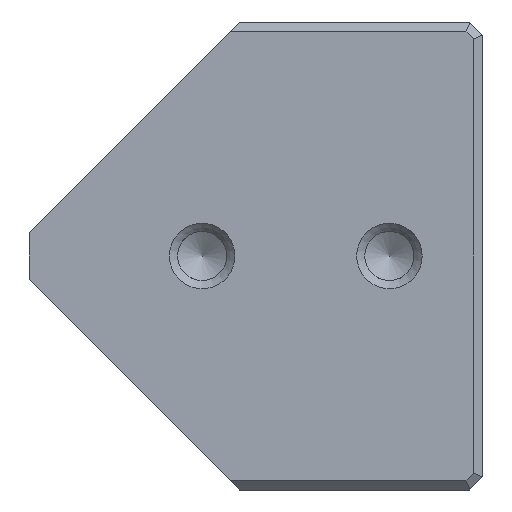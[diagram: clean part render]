
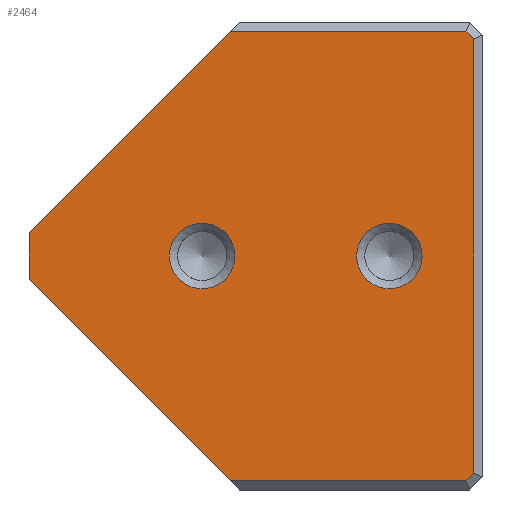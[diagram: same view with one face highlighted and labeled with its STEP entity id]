
A CAD part, left-side view. The second image highlights one B-rep face of the part: STEP entity #2464.
In plain terms, the highlighted planar face has unit normal (-1, 0, 0).
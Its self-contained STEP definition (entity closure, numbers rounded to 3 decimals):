
#2464=ADVANCED_FACE('',(#3377,#3378,#3379),#2845,.T.);
#2845=PLANE('',#8671);
#3086=CIRCLE('',#8669,3.5);
#3087=CIRCLE('',#8670,3.5);
#3377=FACE_BOUND('',#3594,.T.);
#3378=FACE_BOUND('',#3595,.T.);
#3379=FACE_BOUND('',#3596,.T.);
#3594=EDGE_LOOP('',(#4311));
#3595=EDGE_LOOP('',(#4312));
#3596=EDGE_LOOP('',(#4313,#4314,#4315,#4316,#4317,#4318,#4319,#4320));
#4311=ORIENTED_EDGE('',*,*,#6735,.T.);
#4312=ORIENTED_EDGE('',*,*,#6736,.T.);
#4313=ORIENTED_EDGE('',*,*,#6737,.T.);
#4314=ORIENTED_EDGE('',*,*,#6738,.T.);
#4315=ORIENTED_EDGE('',*,*,#6739,.T.);
#4316=ORIENTED_EDGE('',*,*,#6740,.F.);
#4317=ORIENTED_EDGE('',*,*,#6741,.T.);
#4318=ORIENTED_EDGE('',*,*,#6742,.T.);
#4319=ORIENTED_EDGE('',*,*,#6743,.T.);
#4320=ORIENTED_EDGE('',*,*,#6744,.T.);
#6107=VERTEX_POINT('',#11150);
#6108=VERTEX_POINT('',#11152);
#6109=VERTEX_POINT('',#11154);
#6110=VERTEX_POINT('',#11155);
#6111=VERTEX_POINT('',#11157);
#6112=VERTEX_POINT('',#11159);
#6113=VERTEX_POINT('',#11161);
#6114=VERTEX_POINT('',#11163);
#6115=VERTEX_POINT('',#11165);
#6116=VERTEX_POINT('',#11167);
#6735=EDGE_CURVE('',#6107,#6107,#3086,.T.);
#6736=EDGE_CURVE('',#6108,#6108,#3087,.T.);
#6737=EDGE_CURVE('',#6109,#6110,#7545,.T.);
#6738=EDGE_CURVE('',#6110,#6111,#7546,.T.);
#6739=EDGE_CURVE('',#6111,#6112,#7547,.T.);
#6740=EDGE_CURVE('',#6113,#6112,#7548,.T.);
#6741=EDGE_CURVE('',#6113,#6114,#7549,.T.);
#6742=EDGE_CURVE('',#6114,#6115,#7550,.T.);
#6743=EDGE_CURVE('',#6115,#6116,#7551,.T.);
#6744=EDGE_CURVE('',#6116,#6109,#7552,.T.);
#7545=LINE('',#11153,#8179);
#7546=LINE('',#11156,#8180);
#7547=LINE('',#11158,#8181);
#7548=LINE('',#11160,#8182);
#7549=LINE('',#11162,#8183);
#7550=LINE('',#11164,#8184);
#7551=LINE('',#11166,#8185);
#7552=LINE('',#11168,#8186);
#8179=VECTOR('',#9223,1.);
#8180=VECTOR('',#9224,1.);
#8181=VECTOR('',#9225,1.);
#8182=VECTOR('',#9226,1.);
#8183=VECTOR('',#9227,1.);
#8184=VECTOR('',#9228,1.);
#8185=VECTOR('',#9229,1.);
#8186=VECTOR('',#9230,1.);
#8669=AXIS2_PLACEMENT_3D('',#11149,#9219,#9220);
#8670=AXIS2_PLACEMENT_3D('',#11151,#9221,#9222);
#8671=AXIS2_PLACEMENT_3D('',#11169,#9231,#9232);
#9219=DIRECTION('',(1.,0.,0.));
#9220=DIRECTION('',(0.,0.,1.));
#9221=DIRECTION('',(1.,0.,0.));
#9222=DIRECTION('',(0.,0.,1.));
#9223=DIRECTION('',(0.,0.707,0.707));
#9224=DIRECTION('',(0.,1.,0.));
#9225=DIRECTION('',(0.,0.707,-0.707));
#9226=DIRECTION('',(0.,0.,1.));
#9227=DIRECTION('',(0.,-0.707,-0.707));
#9228=DIRECTION('',(0.,-1.,0.));
#9229=DIRECTION('',(0.,-0.707,0.707));
#9230=DIRECTION('',(0.,0.,1.));
#9231=DIRECTION('',(-1.,0.,0.));
#9232=DIRECTION('',(0.,0.,-1.));
#11149=CARTESIAN_POINT('',(0.,30.,25.));
#11150=CARTESIAN_POINT('',(0.,30.,28.5));
#11151=CARTESIAN_POINT('',(0.,10.,25.));
#11152=CARTESIAN_POINT('',(0.,10.,28.5));
#11153=CARTESIAN_POINT('',(0.,-11.468,35.718));
#11154=CARTESIAN_POINT('',(0.,1.,48.186));
#11155=CARTESIAN_POINT('',(0.,1.814,49.));
#11156=CARTESIAN_POINT('',(0.,24.25,49.));
#11157=CARTESIAN_POINT('',(0.,27.,49.));
#11158=CARTESIAN_POINT('',(0.,50.125,25.875));
#11159=CARTESIAN_POINT('',(0.,48.5,27.5));
#11160=CARTESIAN_POINT('',(0.,48.5,0.));
#11161=CARTESIAN_POINT('',(0.,48.5,22.5));
#11162=CARTESIAN_POINT('',(0.,25.125,-0.875));
#11163=CARTESIAN_POINT('',(0.,27.,1.));
#11164=CARTESIAN_POINT('',(0.,24.25,1.));
#11165=CARTESIAN_POINT('',(0.,1.814,1.));
#11166=CARTESIAN_POINT('',(0.,13.532,-10.718));
#11167=CARTESIAN_POINT('',(0.,1.,1.814));
#11168=CARTESIAN_POINT('',(0.,1.,0.));
#11169=CARTESIAN_POINT('',(0.,24.25,0.));
